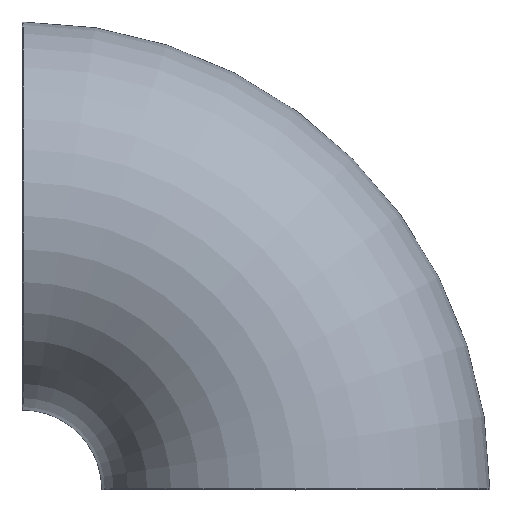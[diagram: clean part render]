
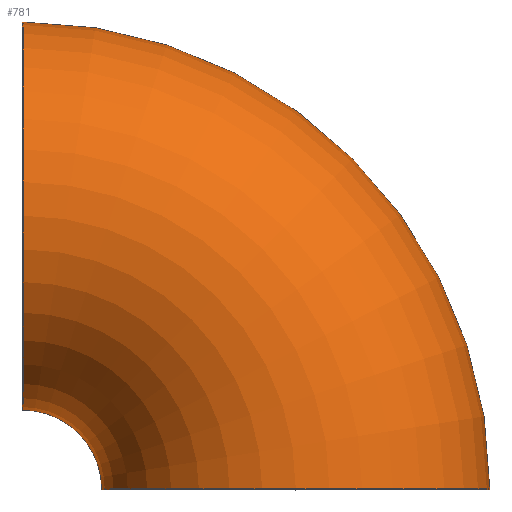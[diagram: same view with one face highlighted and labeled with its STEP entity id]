
A CAD part, top view. The second image highlights one B-rep face of the part: STEP entity #781.
In plain terms, the highlighted toroidal (fillet/blend) face has major radius 600 mm and minor radius 425.4 mm.
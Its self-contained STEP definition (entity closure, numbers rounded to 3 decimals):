
#695 = PLANE('',#696);
#696 = AXIS2_PLACEMENT_3D('',#697,#698,#699);
#697 = CARTESIAN_POINT('',(0.,400.,0.));
#698 = DIRECTION('',(-1.,0.,0.));
#699 = DIRECTION('',(0.,-1.,0.));
#727 = PLANE('',#728);
#728 = AXIS2_PLACEMENT_3D('',#729,#730,#731);
#729 = CARTESIAN_POINT('',(1000.,-600.,0.));
#730 = DIRECTION('',(0.,1.,0.));
#731 = DIRECTION('',(1.,0.,0.));
#746 = EDGE_CURVE('',#747,#747,#749,.T.);
#747 = VERTEX_POINT('',#748);
#748 = CARTESIAN_POINT('',(1025.4,-600.,0.));
#749 = SURFACE_CURVE('',#750,(#755,#766),.PCURVE_S1.);
#750 = CIRCLE('',#751,425.4);
#751 = AXIS2_PLACEMENT_3D('',#752,#753,#754);
#752 = CARTESIAN_POINT('',(600.,-600.,0.));
#753 = DIRECTION('',(0.,-1.,0.));
#754 = DIRECTION('',(1.,0.,0.));
#755 = PCURVE('',#727,#756);
#756 = DEFINITIONAL_REPRESENTATION('',(#757),#765);
#757 = ( BOUNDED_CURVE() B_SPLINE_CURVE(2,(#758,#759,#760,#761,#762,#763
,#764),.UNSPECIFIED.,.F.,.F.) B_SPLINE_CURVE_WITH_KNOTS((1,2,2,2,2,1),(
    -2.094,0.,2.094,4.189,6.283,
8.378),.UNSPECIFIED.) CURVE() GEOMETRIC_REPRESENTATION_ITEM() 
RATIONAL_B_SPLINE_CURVE((1.,0.5,1.,0.5,1.,0.5,1.)) REPRESENTATION_ITEM(
  '') );
#758 = CARTESIAN_POINT('',(25.4,0.));
#759 = CARTESIAN_POINT('',(25.4,-736.814));
#760 = CARTESIAN_POINT('',(-612.7,-368.407));
#761 = CARTESIAN_POINT('',(-1250.8,0.));
#762 = CARTESIAN_POINT('',(-612.7,368.407));
#763 = CARTESIAN_POINT('',(25.4,736.814));
#764 = CARTESIAN_POINT('',(25.4,0.));
#765 = ( GEOMETRIC_REPRESENTATION_CONTEXT(2) 
PARAMETRIC_REPRESENTATION_CONTEXT() REPRESENTATION_CONTEXT('2D SPACE',''
  ) );
#766 = PCURVE('',#767,#772);
#767 = TOROIDAL_SURFACE('',#768,600.,425.4);
#768 = AXIS2_PLACEMENT_3D('',#769,#770,#771);
#769 = CARTESIAN_POINT('',(0.,-600.,0.));
#770 = DIRECTION('',(0.,0.,1.));
#771 = DIRECTION('',(1.,0.,0.));
#772 = DEFINITIONAL_REPRESENTATION('',(#773),#777);
#773 = LINE('',#774,#775);
#774 = CARTESIAN_POINT('',(0.,0.));
#775 = VECTOR('',#776,1.);
#776 = DIRECTION('',(0.,1.));
#777 = ( GEOMETRIC_REPRESENTATION_CONTEXT(2) 
PARAMETRIC_REPRESENTATION_CONTEXT() REPRESENTATION_CONTEXT('2D SPACE',''
  ) );
#781 = ADVANCED_FACE('',(#782),#767,.T.);
#782 = FACE_BOUND('',#783,.T.);
#783 = EDGE_LOOP('',(#784,#785,#809,#835));
#784 = ORIENTED_EDGE('',*,*,#746,.F.);
#785 = ORIENTED_EDGE('',*,*,#786,.T.);
#786 = EDGE_CURVE('',#747,#787,#789,.T.);
#787 = VERTEX_POINT('',#788);
#788 = CARTESIAN_POINT('',(0.,425.4,0.));
#789 = SEAM_CURVE('',#790,(#795,#802),.PCURVE_S1.);
#790 = CIRCLE('',#791,1025.4);
#791 = AXIS2_PLACEMENT_3D('',#792,#793,#794);
#792 = CARTESIAN_POINT('',(0.,-600.,0.));
#793 = DIRECTION('',(0.,0.,1.));
#794 = DIRECTION('',(1.,0.,0.));
#795 = PCURVE('',#767,#796);
#796 = DEFINITIONAL_REPRESENTATION('',(#797),#801);
#797 = LINE('',#798,#799);
#798 = CARTESIAN_POINT('',(0.,0.));
#799 = VECTOR('',#800,1.);
#800 = DIRECTION('',(1.,0.));
#801 = ( GEOMETRIC_REPRESENTATION_CONTEXT(2) 
PARAMETRIC_REPRESENTATION_CONTEXT() REPRESENTATION_CONTEXT('2D SPACE',''
  ) );
#802 = PCURVE('',#767,#803);
#803 = DEFINITIONAL_REPRESENTATION('',(#804),#808);
#804 = LINE('',#805,#806);
#805 = CARTESIAN_POINT('',(0.,6.283));
#806 = VECTOR('',#807,1.);
#807 = DIRECTION('',(1.,0.));
#808 = ( GEOMETRIC_REPRESENTATION_CONTEXT(2) 
PARAMETRIC_REPRESENTATION_CONTEXT() REPRESENTATION_CONTEXT('2D SPACE',''
  ) );
#809 = ORIENTED_EDGE('',*,*,#810,.T.);
#810 = EDGE_CURVE('',#787,#787,#811,.T.);
#811 = SURFACE_CURVE('',#812,(#817,#824),.PCURVE_S1.);
#812 = CIRCLE('',#813,425.4);
#813 = AXIS2_PLACEMENT_3D('',#814,#815,#816);
#814 = CARTESIAN_POINT('',(0.,0.,
    0.));
#815 = DIRECTION('',(1.,0.,0.));
#816 = DIRECTION('',(0.,1.,0.));
#817 = PCURVE('',#767,#818);
#818 = DEFINITIONAL_REPRESENTATION('',(#819),#823);
#819 = LINE('',#820,#821);
#820 = CARTESIAN_POINT('',(1.571,0.));
#821 = VECTOR('',#822,1.);
#822 = DIRECTION('',(0.,1.));
#823 = ( GEOMETRIC_REPRESENTATION_CONTEXT(2) 
PARAMETRIC_REPRESENTATION_CONTEXT() REPRESENTATION_CONTEXT('2D SPACE',''
  ) );
#824 = PCURVE('',#695,#825);
#825 = DEFINITIONAL_REPRESENTATION('',(#826),#834);
#826 = ( BOUNDED_CURVE() B_SPLINE_CURVE(2,(#827,#828,#829,#830,#831,#832
,#833),.UNSPECIFIED.,.F.,.F.) B_SPLINE_CURVE_WITH_KNOTS((1,2,2,2,2,1),(
    -2.094,0.,2.094,4.189,6.283,
8.378),.UNSPECIFIED.) CURVE() GEOMETRIC_REPRESENTATION_ITEM() 
RATIONAL_B_SPLINE_CURVE((1.,0.5,1.,0.5,1.,0.5,1.)) REPRESENTATION_ITEM(
  '') );
#827 = CARTESIAN_POINT('',(-25.4,0.));
#828 = CARTESIAN_POINT('',(-25.4,736.814));
#829 = CARTESIAN_POINT('',(612.7,368.407));
#830 = CARTESIAN_POINT('',(1250.8,0.));
#831 = CARTESIAN_POINT('',(612.7,-368.407));
#832 = CARTESIAN_POINT('',(-25.4,-736.814));
#833 = CARTESIAN_POINT('',(-25.4,0.));
#834 = ( GEOMETRIC_REPRESENTATION_CONTEXT(2) 
PARAMETRIC_REPRESENTATION_CONTEXT() REPRESENTATION_CONTEXT('2D SPACE',''
  ) );
#835 = ORIENTED_EDGE('',*,*,#786,.F.);
